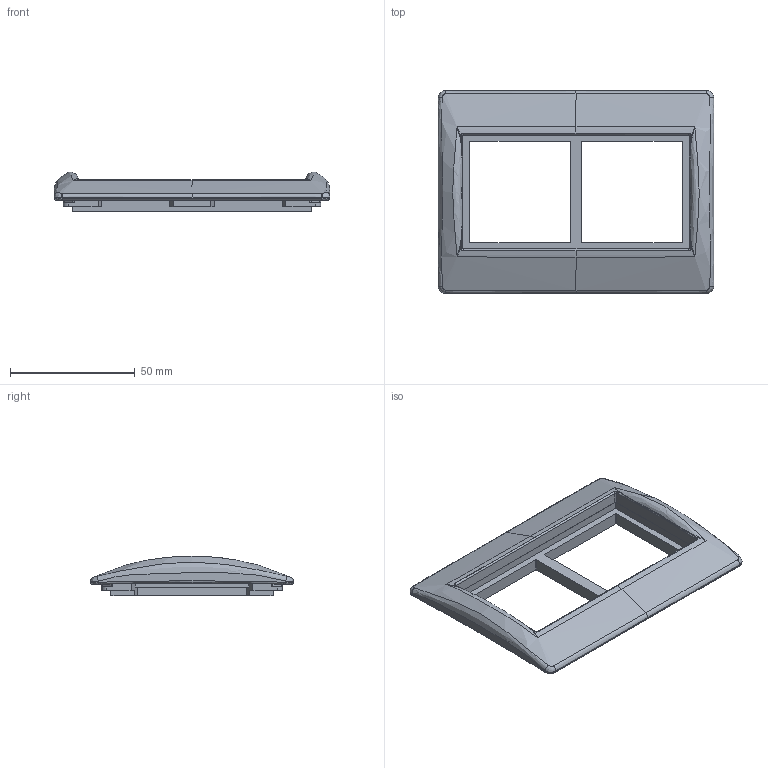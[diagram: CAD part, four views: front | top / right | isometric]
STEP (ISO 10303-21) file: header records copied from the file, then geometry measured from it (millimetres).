
FILE_DESCRIPTION (( 'STEP AP214' ), '1' );
FILE_NAME ('CKK-40D-RSU4-075-K01 Ðàìêà è ñóïïîðò äëÿ Ê.Ê. Ïðàéìåð íà 4 ìîäóëÿ, 75ìì áåëûé IEK.STEP', '2016-07-14T08:32:19', ( '' ), ( '' ), 'SwSTEP 2.0', 'SolidWorks 2014', '' );
FILE_SCHEMA (( 'AUTOMOTIVE_DESIGN' ));
Length unit declared in the file: millimetre
Products named in the file (1): CKK-40D-RSU4-075-K01 Ðàìêà è ñóïïîðò äëÿ Ê.Ê. Ïðàéìåð íà 4 ìîäóëÿ, 75ìì áåëûé IEK
Bounding box: 110.57 x 81.37 x 15.93 mm (x, y, z)
Volume: 20482 mm3; surface area: 25626.6 mm2
Topology: 2 solids, 2 shells, 284 faces, 775 edges, 488 vertices
Faces by surface type: plane 133, bspline 104, cylinder 31, cone 16
Entity records: 25356 total; most frequent: CARTESIAN_POINT 19086, ORIENTED_EDGE 1538, DIRECTION 886, EDGE_CURVE 769, VERTEX_POINT 488, LINE 428, VECTOR 428, EDGE_LOOP 293
